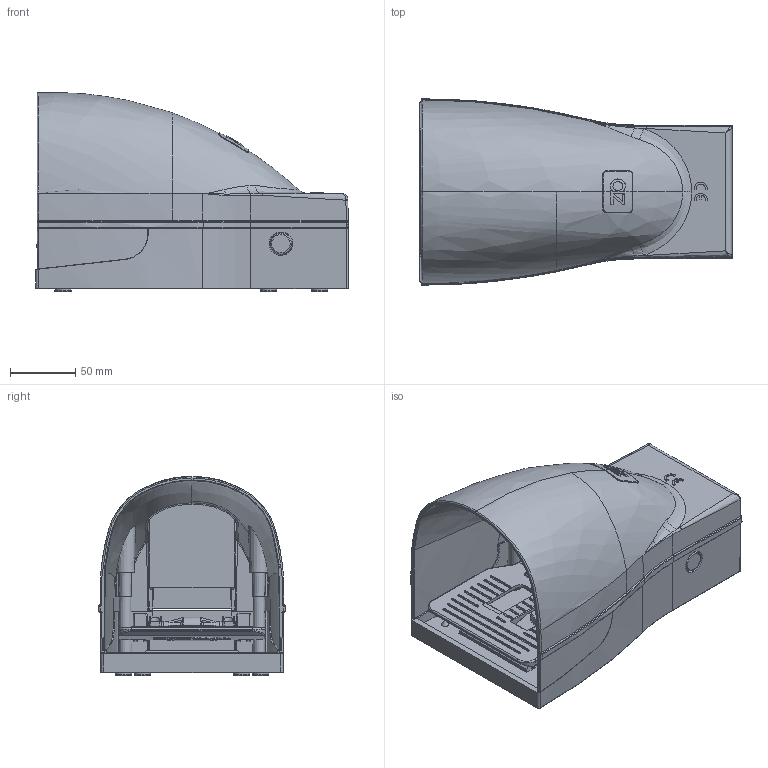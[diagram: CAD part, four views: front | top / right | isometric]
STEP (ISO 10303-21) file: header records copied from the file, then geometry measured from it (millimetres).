
FILE_DESCRIPTION(/* description */ (''),/* implementation_level */ '2;1');
FILE_NAME(/* name */ 'f_514.stp',/* time_stamp */ '2017-02-01T14:37:37+01:00',/* author */ ('leitheußer'),/* organization */ (''),/* preprocessor_version */ 'ST-DEVELOPER v15.6',/* originating_system */ 'Autodesk Inventor LT ',/* authorisation */ '');
FILE_SCHEMA (('AUTOMOTIVE_DESIGN { 1 0 10303 214 3 1 1 }'));
Products named in the file (1): 1_052_4n
Bounding box: 239 x 142.41 x 152.17 mm (x, y, z)
Surface area: 331493.4 mm2 (no closed solid volume)
Topology: 0 solids, 3 shells, 3909 faces, 9648 edges, 5420 vertices
Faces by surface type: cylinder 1351, bspline 1009, plane 893, sphere 320, torus 233, cone 103
Full cylindrical faces by diameter (mm): 5.8 x1, 7 x2, 8 x1, 8.004 x4, 8.8 x1, 10 x1, 11.8 x5, 12 x1, 12.6 x6, 18 x2
Entity records: 253898 total; most frequent: CARTESIAN_POINT 165512, ORIENTED_EDGE 18326, DIRECTION 17073, EDGE_CURVE 9169, AXIS2_PLACEMENT_3D 6809, VERTEX_POINT 5378, EDGE_LOOP 4075, FACE_OUTER_BOUND 3909
